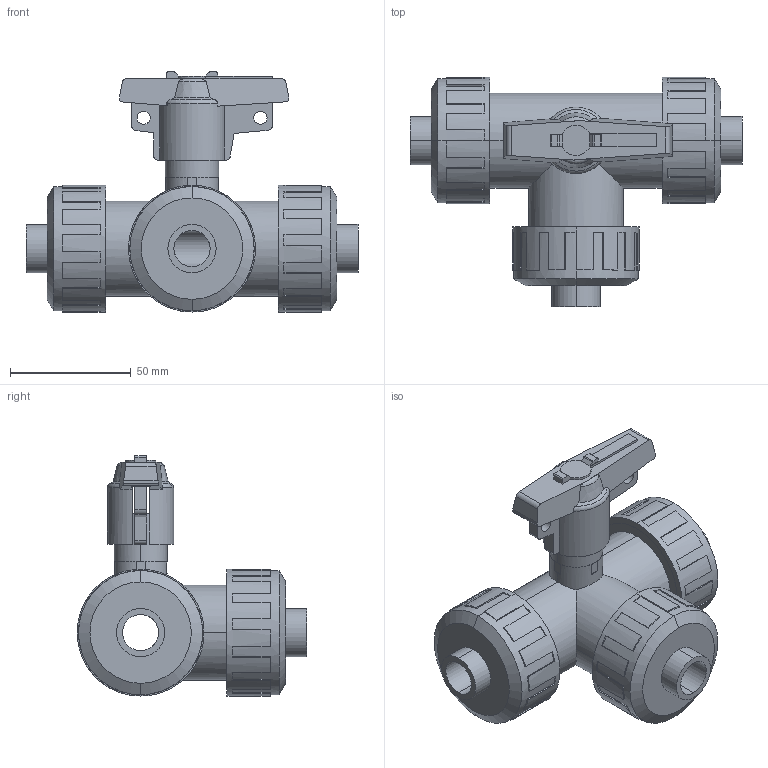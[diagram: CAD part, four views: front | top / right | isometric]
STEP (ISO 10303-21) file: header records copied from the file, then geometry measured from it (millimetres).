
FILE_DESCRIPTION(('STEP AP214'),'1');
FILE_NAME('cctmp_3525A4FE-DCC3-43D3-BBA1-A4808D43401C_2021_10_22_08_19_43_0524..stp','2021-10-22T06:19:43',('Praher Valves GmbH'),('CADClick - www.CADClick.com'),'Spatial InterOp 3D',' ','unknown authorization');
FILE_SCHEMA(('AUTOMOTIVE_DESIGN'));
Length unit declared in the file: millimetre
Products named in the file (1): 124773
Bounding box: 137.5 x 95.05 x 99.42 mm (x, y, z)
Volume: 267319.1 mm3; surface area: 77052.9 mm2
Topology: 1 solids, 1 shells, 376 faces, 1042 edges, 687 vertices
Faces by surface type: plane 266, cylinder 84, cone 18, torus 8
Entity records: 15495 total; most frequent: CARTESIAN_POINT 2553, DIRECTION 2124, ORIENTED_EDGE 2084, EDGE_CURVE 1042, AXIS2_PLACEMENT_3D 751, VERTEX_POINT 687, LINE 622, VECTOR 622
